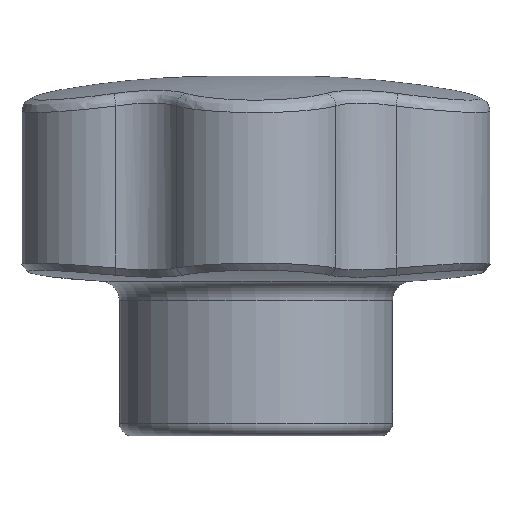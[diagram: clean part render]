
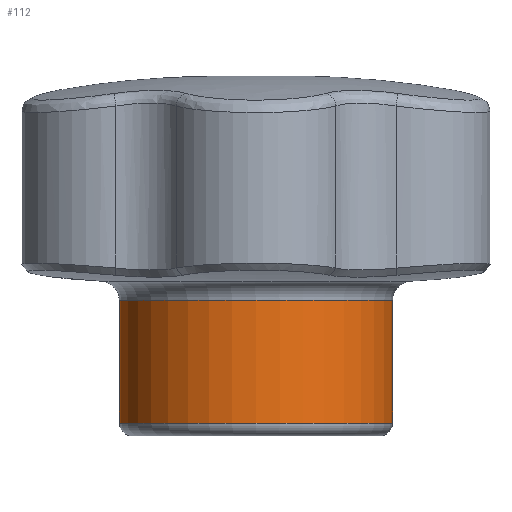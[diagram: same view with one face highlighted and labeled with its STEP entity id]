
A CAD part, front view. The second image highlights one B-rep face of the part: STEP entity #112.
In plain terms, the highlighted cylindrical face has radius 10.65 mm (diameter 21.3 mm), a full revolution.
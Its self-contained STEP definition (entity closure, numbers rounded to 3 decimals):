
#112 = ADVANCED_FACE( '', ( #249, #250 ), #251, .T. );
#249 = FACE_OUTER_BOUND( '', #1973, .T. );
#250 = FACE_OUTER_BOUND( '', #1974, .T. );
#251 = CYLINDRICAL_SURFACE( '', #1975, 10.65 );
#1973 = EDGE_LOOP( '', ( #3464 ) );
#1974 = EDGE_LOOP( '', ( #3465 ) );
#1975 = AXIS2_PLACEMENT_3D( '', #3466, #3467, #3468 );
#3464 = ORIENTED_EDGE( '', *, *, #3709, .T. );
#3465 = ORIENTED_EDGE( '', *, *, #3652, .T. );
#3466 = CARTESIAN_POINT( '', ( 0., 0., 23.65 ) );
#3467 = DIRECTION( '', ( 0., 0., -1. ) );
#3468 = DIRECTION( '', ( 1., 0., 0. ) );
#3652 = EDGE_CURVE( '', #3812, #3812, #3813, .F. );
#3709 = EDGE_CURVE( '', #3892, #3892, #3893, .T. );
#3812 = VERTEX_POINT( '', #4404 );
#3813 = CIRCLE( '', #4405, 10.65 );
#3892 = VERTEX_POINT( '', #5591 );
#3893 = CIRCLE( '', #5592, 10.65 );
#4404 = CARTESIAN_POINT( '', ( 10.65, 0., 10.562 ) );
#4405 = AXIS2_PLACEMENT_3D( '', #6172, #6173, #6174 );
#5591 = CARTESIAN_POINT( '', ( 10.65, 0., 1. ) );
#5592 = AXIS2_PLACEMENT_3D( '', #6211, #6212, #6213 );
#6172 = CARTESIAN_POINT( '', ( 0., 0., 10.562 ) );
#6173 = DIRECTION( '', ( 0., 0., 1. ) );
#6174 = DIRECTION( '', ( 1., 0., 0. ) );
#6211 = CARTESIAN_POINT( '', ( 0., 0., 1. ) );
#6212 = DIRECTION( '', ( 0., 0., 1. ) );
#6213 = DIRECTION( '', ( 1., 0., 0. ) );
